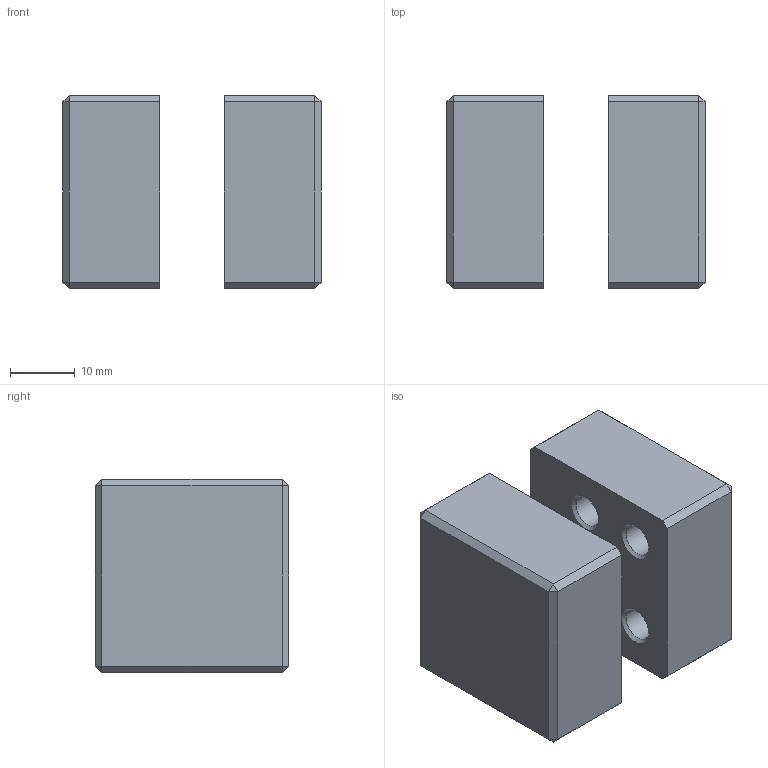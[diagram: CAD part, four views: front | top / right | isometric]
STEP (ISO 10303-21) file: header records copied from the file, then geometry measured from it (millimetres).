
FILE_DESCRIPTION(/* description */ (''),/* implementation_level */ '2;1');
FILE_NAME(/* name */ 'moule diabolo v5.step',/* time_stamp */ '2020-11-06T13:48:14+01:00',/* author */ (''),/* organization */ (''),/* preprocessor_version */ 'ST-DEVELOPER v18.1',/* originating_system */ 'Autodesk Translation Framework v9.3.0.1241',/* authorisation */ '');
FILE_SCHEMA (('AUTOMOTIVE_DESIGN { 1 0 10303 214 3 1 1 }'));
Length unit declared in the file: millimetre
Products named in the file (1): moule diabolo
Bounding box: 40 x 30 x 30 mm (x, y, z)
Volume: 25163 mm3; surface area: 8596.6 mm2
Topology: 2 solids, 2 shells, 178 faces, 458 edges, 296 vertices
Faces by surface type: cylinder 108, plane 52, bspline 8, cone 8, torus 2
Full cylindrical faces by diameter (mm): 3.332 x20, 4.109 x9, 4.11 x3, 5 x8
Entity records: 11544 total; most frequent: CARTESIAN_POINT 7593, ORIENTED_EDGE 916, DIRECTION 634, EDGE_CURVE 458, VERTEX_POINT 296, AXIS2_PLACEMENT_3D 221, B_SPLINE_CURVE_WITH_KNOTS 216, LINE 192
